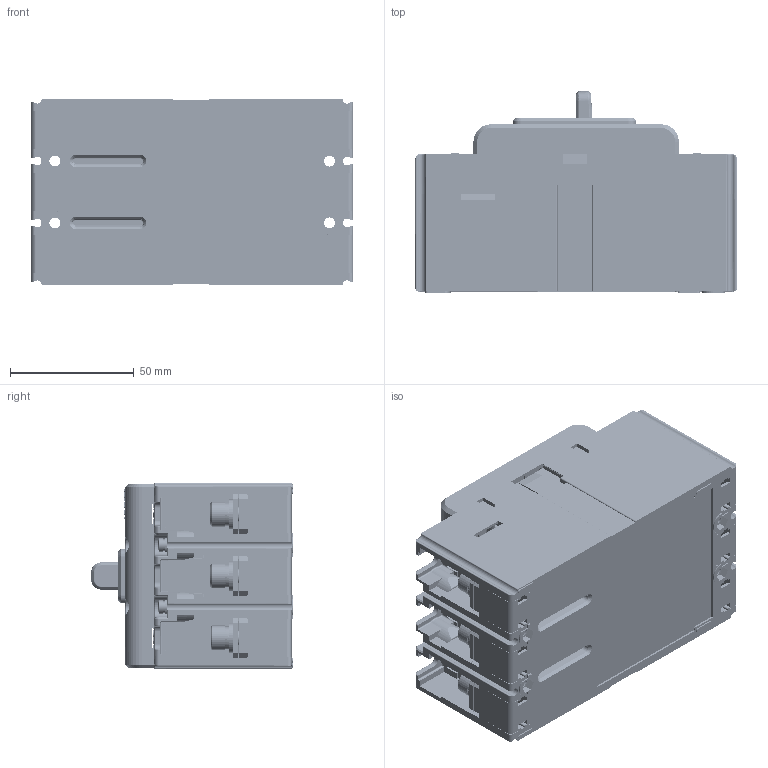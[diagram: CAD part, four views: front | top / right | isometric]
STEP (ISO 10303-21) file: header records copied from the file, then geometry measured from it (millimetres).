
FILE_DESCRIPTION((''),'2;1');
FILE_NAME('2256019600_ASM_2_ASM','2022-02-22T',('yunfei.liu'),(''),'PRO/ENGINEER BY PARAMETRIC TECHNOLOGY CORPORATION, 2015440','PRO/ENGINEER BY PARAMETRIC TECHNOLOGY CORPORATION, 2015440','');
FILE_SCHEMA(('CONFIG_CONTROL_DESIGN'));
Products named in the file (41): JZ-5024026300_1; GB_T809-M3X10_2; 5024026300_ASM_1_ASM; 8315057500_1; 8315057700_1; 8253057200_1; PRT0001; 8282071100_1; 5315042500_ASM_1_ASM; 8551032800_1; 8550072800_2; 5551069200_ASM_1_ASM; 5551069300_ASM_1_ASM; 85920008P01_2; 8585063700_1; 55510691P01_ASM_2_ASM; 55510694P01_ASM_2_ASM; 80400256P01_1; 80400256P02_1; 8231016700_1; 67600085P01_ASM_1_ASM; 6760008600_ASM_1_ASM; 8253057100_2; 8865077900_AF4_2; 8865078000_AF4_2; 5253022600_ASM_2_ASM; 8742102100_1; 8750029500_1; 8742102000_2; 8742101200_2; 8585063800_1; 8760013400_1; 7010100312J_GB_T823_M3X20_2; 7090300201_GB_T93_3_2; GB_T97_4_3_2; 5850006000_ASM_1_ASM; 7010600302J_GB_T70_1_M6X16_2; 7090300601J_GB_T93_6_2; GB_T97_1-6_1; 5850012200_ASM_1_ASM ...
Assembly tree (71 placements, depth 5):
  2256019600_ASM_2_ASM
    5024026300_ASM_1_ASM
      JZ-5024026300_1
      GB_T809-M3X10_2  x4
    5315042500_ASM_1_ASM
      8315057500_1
      8315057700_1
      8253057200_1
      PRT0001  x4
      8282071100_1
    5551069300_ASM_1_ASM  x3
      5551069200_ASM_1_ASM
        8551032800_1
        8550072800_2
    6760008600_ASM_1_ASM
      55510694P01_ASM_2_ASM
        55510691P01_ASM_2_ASM  x3
          85920008P01_2
          8585063700_1
      67600085P01_ASM_1_ASM
        80400256P01_1
        80400256P02_1
        8231016700_1
    5253022600_ASM_2_ASM
      8253057100_2
      8865077900_AF4_2
      8865078000_AF4_2
    8742102100_1
    8750029500_1
    8742102000_2  x2
    8742101200_2  x3
    8585063800_1  x6
    8760013400_1  x6
    5850006000_ASM_1_ASM  x4
      7010100312J_GB_T823_M3X20_2
      7090300201_GB_T93_3_2
      GB_T97_4_3_2
    5850012200_ASM_1_ASM  x6
      7010600302J_GB_T70_1_M6X16_2
      7090300601J_GB_T93_6_2
      GB_T97_1-6_1
Bounding box: 130.1 x 81.49 x 75 mm (x, y, z)
Volume: 219897.2 mm3; surface area: 216133 mm2
Topology: 80 solids, 110 shells, 6807 faces, 18352 edges, 11673 vertices
Faces by surface type: plane 3826, cylinder 2087, torus 229, sphere 186, cone 172, extrusion 158, bspline 149
Entity records: 180297 total; most frequent: CARTESIAN_POINT 46328, ORIENTED_EDGE 28480, DIRECTION 27122, EDGE_CURVE 14254, VECTOR 9470, LINE 9312, VERTEX_POINT 9179, AXIS2_PLACEMENT_3D 8826
